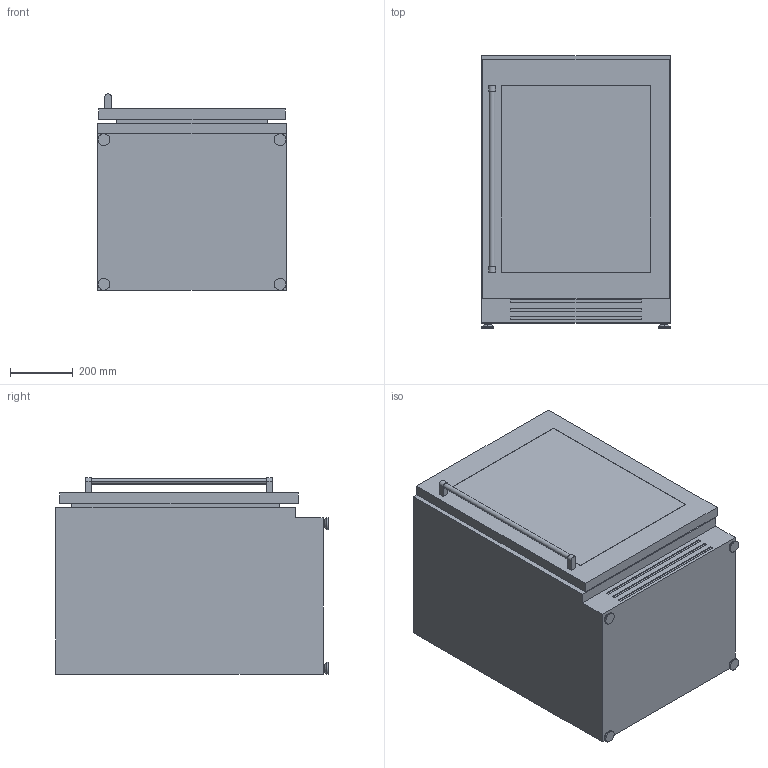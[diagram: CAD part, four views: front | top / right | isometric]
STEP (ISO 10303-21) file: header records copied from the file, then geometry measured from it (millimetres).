
FILE_DESCRIPTION (( 'STEP AP214' ), '1' );
FILE_NAME ('UCB60xxxTPO_6.STEP', '2021-04-13T11:12:25', ( '' ), ( '' ), 'SwSTEP 2.0', 'SolidWorks 2017', '' );
FILE_SCHEMA (( 'AUTOMOTIVE_DESIGN' ));
Length unit declared in the file: millimetre
Products named in the file (1): UCB60xxxTPO_6
Bounding box: 598 x 865 x 624 mm (x, y, z)
Volume: 287123468 mm3; surface area: 3627199.5 mm2
Topology: 2 solids, 2 shells, 95 faces, 208 edges, 136 vertices
Faces by surface type: plane 59, cylinder 28, cone 8
Entity records: 2649 total; most frequent: DIRECTION 464, CARTESIAN_POINT 440, ORIENTED_EDGE 416, EDGE_CURVE 208, AXIS2_PLACEMENT_3D 160, VECTOR 144, LINE 144, VERTEX_POINT 136
